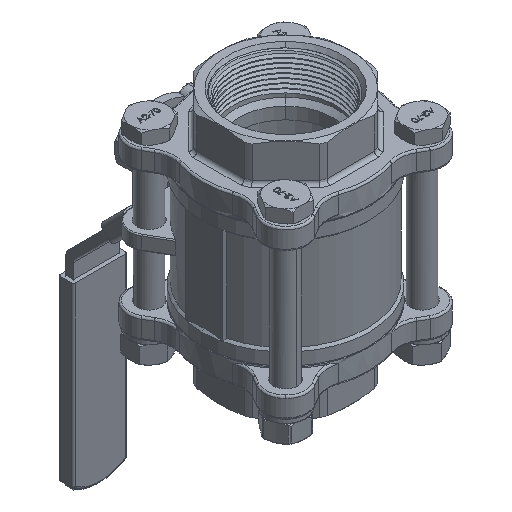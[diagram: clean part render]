
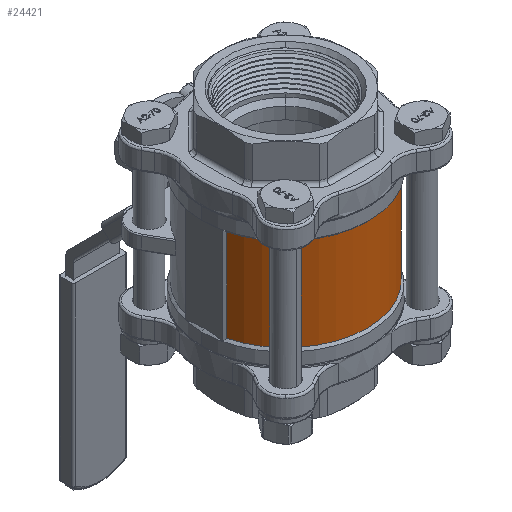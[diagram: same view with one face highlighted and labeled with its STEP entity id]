
A CAD part, isometric view. The second image highlights one B-rep face of the part: STEP entity #24421.
In plain terms, the highlighted cylindrical face has radius 43.9 mm (diameter 87.8 mm), a partial arc.
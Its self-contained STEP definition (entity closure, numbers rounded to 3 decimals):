
#24291 = ORIENTED_EDGE ( 'NONE', *, *, #24293, .T. ) ;
#24293 = EDGE_CURVE ( 'NONE', #24528, #24530, #94859, .T. ) ;
#24401 = EDGE_CURVE ( 'NONE', #24532, #24403, #95408, .T. ) ;
#24403 = VERTEX_POINT ( 'NONE', #95404 ) ;
#24405 = ORIENTED_EDGE ( 'NONE', *, *, #24407, .T. ) ;
#24407 = EDGE_CURVE ( 'NONE', #24403, #24528, #95460, .T. ) ;
#24421 = ADVANCED_FACE ( 'NONE', ( #95478 ), #95513, .T. ) ;
#24423 = EDGE_LOOP ( 'NONE', ( #24291, #24534, #24538, #24405 ) ) ;
#24528 = VERTEX_POINT ( 'NONE', #95922 ) ;
#24530 = VERTEX_POINT ( 'NONE', #95921 ) ;
#24532 = VERTEX_POINT ( 'NONE', #95916 ) ;
#24534 = ORIENTED_EDGE ( 'NONE', *, *, #24536, .T. ) ;
#24536 = EDGE_CURVE ( 'NONE', #24530, #24532, #95914, .T. ) ;
#24538 = ORIENTED_EDGE ( 'NONE', *, *, #24401, .T. ) ;
#94855 = DIRECTION ( 'NONE',  ( -1., 0., 0. ) ) ;
#94856 = DIRECTION ( 'NONE',  ( 0., 0., -1. ) ) ;
#94857 = CARTESIAN_POINT ( 'NONE',  ( 0., 0., 24.8 ) ) ;
#94858 = AXIS2_PLACEMENT_3D ( 'NONE', #94857, #94856, #94855 ) ;
#94859 = CIRCLE ( 'NONE', #94858, 43.9 ) ;
#95388 = CARTESIAN_POINT ( 'NONE',  ( 0., 0., -24.8 ) ) ;
#95404 = CARTESIAN_POINT ( 'NONE',  ( 42.557, -10.775, -24.8 ) ) ;
#95405 = DIRECTION ( 'NONE',  ( 1., 0., 0. ) ) ;
#95406 = DIRECTION ( 'NONE',  ( 0., 0., 1. ) ) ;
#95407 = AXIS2_PLACEMENT_3D ( 'NONE', #95388, #95406, #95405 ) ;
#95408 = CIRCLE ( 'NONE', #95407, 43.9 ) ;
#95457 = DIRECTION ( 'NONE',  ( 0., 0., 1. ) ) ;
#95458 = VECTOR ( 'NONE', #95457, 1000. ) ;
#95459 = CARTESIAN_POINT ( 'NONE',  ( 42.557, -10.775, -48.474 ) ) ;
#95460 = LINE ( 'NONE', #95459, #95458 ) ;
#95478 = FACE_OUTER_BOUND ( 'NONE', #24423, .T. ) ;
#95510 = DIRECTION ( 'NONE',  ( -1., 0., 0. ) ) ;
#95511 = DIRECTION ( 'NONE',  ( 0., 0., -1. ) ) ;
#95512 = AXIS2_PLACEMENT_3D ( 'NONE', #95516, #95511, #95510 ) ;
#95513 = CYLINDRICAL_SURFACE ( 'NONE', #95512, 43.9 ) ;
#95516 = CARTESIAN_POINT ( 'NONE',  ( 0., 0., -48.474 ) ) ;
#95911 = DIRECTION ( 'NONE',  ( 0., 0., -1. ) ) ;
#95912 = VECTOR ( 'NONE', #95911, 1000. ) ;
#95913 = CARTESIAN_POINT ( 'NONE',  ( -42.557, -10.775, -48.474 ) ) ;
#95914 = LINE ( 'NONE', #95913, #95912 ) ;
#95916 = CARTESIAN_POINT ( 'NONE',  ( -42.557, -10.775, -24.8 ) ) ;
#95921 = CARTESIAN_POINT ( 'NONE',  ( -42.557, -10.775, 24.8 ) ) ;
#95922 = CARTESIAN_POINT ( 'NONE',  ( 42.557, -10.775, 24.8 ) ) ;
